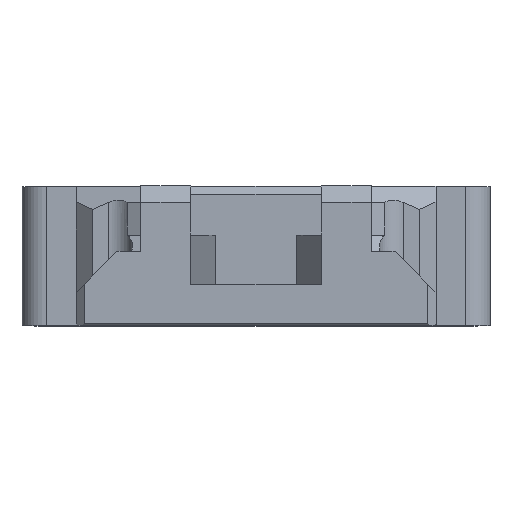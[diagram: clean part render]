
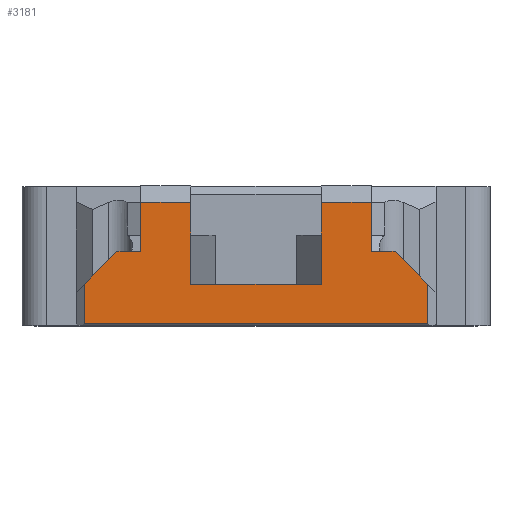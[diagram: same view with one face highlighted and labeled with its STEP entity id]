
A CAD part, top view. The second image highlights one B-rep face of the part: STEP entity #3181.
In plain terms, the highlighted planar face has unit normal (0, 0, 1).
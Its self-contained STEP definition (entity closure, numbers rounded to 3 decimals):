
#131=PLANE('',#3455);
#260=FACE_OUTER_BOUND('',#459,.T.);
#459=EDGE_LOOP('',(#2531,#2532,#2533,#2534,#2535,#2536,#2537,#2538,#2539,
#2540,#2541,#2542,#2543,#2544,#2545,#2546));
#703=LINE('',#4939,#1039);
#706=LINE('',#4945,#1042);
#724=LINE('',#5001,#1060);
#725=LINE('',#5004,#1061);
#729=LINE('',#5012,#1065);
#765=LINE('',#5092,#1101);
#766=LINE('',#5094,#1102);
#767=LINE('',#5096,#1103);
#768=LINE('',#5098,#1104);
#769=LINE('',#5100,#1105);
#770=LINE('',#5101,#1106);
#771=LINE('',#5103,#1107);
#772=LINE('',#5105,#1108);
#773=LINE('',#5107,#1109);
#774=LINE('',#5109,#1110);
#775=LINE('',#5110,#1111);
#1039=VECTOR('',#3927,1000.);
#1042=VECTOR('',#3932,1000.);
#1060=VECTOR('',#3984,1000.);
#1061=VECTOR('',#3987,1000.);
#1065=VECTOR('',#3993,1000.);
#1101=VECTOR('',#4101,1000.);
#1102=VECTOR('',#4102,1000.);
#1103=VECTOR('',#4103,1000.);
#1104=VECTOR('',#4104,1000.);
#1105=VECTOR('',#4105,1000.);
#1106=VECTOR('',#4106,1000.);
#1107=VECTOR('',#4107,1000.);
#1108=VECTOR('',#4108,1000.);
#1109=VECTOR('',#4109,1000.);
#1110=VECTOR('',#4110,1000.);
#1111=VECTOR('',#4111,1000.);
#1537=VERTEX_POINT('',#4936);
#1538=VERTEX_POINT('',#4938);
#1539=VERTEX_POINT('',#4943);
#1540=VERTEX_POINT('',#4944);
#1559=VERTEX_POINT('',#4995);
#1561=VERTEX_POINT('',#4999);
#1562=VERTEX_POINT('',#5003);
#1564=VERTEX_POINT('',#5009);
#1574=VERTEX_POINT('',#5093);
#1575=VERTEX_POINT('',#5095);
#1576=VERTEX_POINT('',#5097);
#1577=VERTEX_POINT('',#5099);
#1578=VERTEX_POINT('',#5102);
#1579=VERTEX_POINT('',#5104);
#1580=VERTEX_POINT('',#5106);
#1581=VERTEX_POINT('',#5108);
#1863=EDGE_CURVE('',#1538,#1537,#703,.T.);
#1866=EDGE_CURVE('',#1539,#1540,#706,.T.);
#1894=EDGE_CURVE('',#1561,#1559,#724,.T.);
#1895=EDGE_CURVE('',#1559,#1562,#725,.T.);
#1899=EDGE_CURVE('',#1561,#1564,#729,.T.);
#1943=EDGE_CURVE('',#1537,#1540,#765,.T.);
#1944=EDGE_CURVE('',#1539,#1574,#766,.T.);
#1945=EDGE_CURVE('',#1575,#1574,#767,.T.);
#1946=EDGE_CURVE('',#1575,#1576,#768,.T.);
#1947=EDGE_CURVE('',#1576,#1577,#769,.T.);
#1948=EDGE_CURVE('',#1562,#1577,#770,.T.);
#1949=EDGE_CURVE('',#1564,#1578,#771,.T.);
#1950=EDGE_CURVE('',#1578,#1579,#772,.T.);
#1951=EDGE_CURVE('',#1580,#1579,#773,.T.);
#1952=EDGE_CURVE('',#1580,#1581,#774,.T.);
#1953=EDGE_CURVE('',#1581,#1538,#775,.F.);
#2531=ORIENTED_EDGE('',*,*,#1863,.T.);
#2532=ORIENTED_EDGE('',*,*,#1943,.T.);
#2533=ORIENTED_EDGE('',*,*,#1866,.F.);
#2534=ORIENTED_EDGE('',*,*,#1944,.T.);
#2535=ORIENTED_EDGE('',*,*,#1945,.F.);
#2536=ORIENTED_EDGE('',*,*,#1946,.T.);
#2537=ORIENTED_EDGE('',*,*,#1947,.T.);
#2538=ORIENTED_EDGE('',*,*,#1948,.F.);
#2539=ORIENTED_EDGE('',*,*,#1895,.F.);
#2540=ORIENTED_EDGE('',*,*,#1894,.F.);
#2541=ORIENTED_EDGE('',*,*,#1899,.T.);
#2542=ORIENTED_EDGE('',*,*,#1949,.T.);
#2543=ORIENTED_EDGE('',*,*,#1950,.T.);
#2544=ORIENTED_EDGE('',*,*,#1951,.F.);
#2545=ORIENTED_EDGE('',*,*,#1952,.T.);
#2546=ORIENTED_EDGE('',*,*,#1953,.T.);
#3181=ADVANCED_FACE('',(#260),#131,.F.);
#3455=AXIS2_PLACEMENT_3D('',#5091,#4099,#4100);
#3927=DIRECTION('',(0.,-1.,0.));
#3932=DIRECTION('',(0.,-1.,0.));
#3984=DIRECTION('',(1.,0.,0.));
#3987=DIRECTION('',(0.,1.,0.));
#3993=DIRECTION('',(0.,1.,0.));
#4099=DIRECTION('center_axis',(0.,0.,-1.));
#4100=DIRECTION('ref_axis',(-1.,0.,0.));
#4101=DIRECTION('',(1.,0.,0.));
#4102=DIRECTION('',(-0.707,0.707,0.));
#4103=DIRECTION('',(1.,0.,0.));
#4104=DIRECTION('',(0.,1.,0.));
#4105=DIRECTION('',(-1.,0.,0.));
#4106=DIRECTION('',(0.,1.,0.));
#4107=DIRECTION('',(0.,1.,0.));
#4108=DIRECTION('',(-1.,0.,0.));
#4109=DIRECTION('',(0.,1.,0.));
#4110=DIRECTION('',(-1.,0.,0.));
#4111=DIRECTION('',(0.707,0.707,0.));
#4936=CARTESIAN_POINT('',(-21.,13.85,33.));
#4938=CARTESIAN_POINT('',(-21.,18.65,33.));
#4939=CARTESIAN_POINT('',(-21.,30.65,33.));
#4943=CARTESIAN_POINT('',(21.,18.65,33.));
#4944=CARTESIAN_POINT('',(21.,13.85,33.));
#4945=CARTESIAN_POINT('',(21.,30.65,33.));
#4995=CARTESIAN_POINT('',(8.,18.65,33.));
#4999=CARTESIAN_POINT('',(-8.,18.65,33.));
#5001=CARTESIAN_POINT('',(11.,18.65,33.));
#5003=CARTESIAN_POINT('',(8.,24.65,33.));
#5004=CARTESIAN_POINT('',(8.,18.65,33.));
#5009=CARTESIAN_POINT('',(-8.,24.65,33.));
#5012=CARTESIAN_POINT('',(-8.,18.65,33.));
#5091=CARTESIAN_POINT('Origin',(11.,30.65,33.));
#5092=CARTESIAN_POINT('',(11.,13.85,33.));
#5093=CARTESIAN_POINT('',(17.,22.65,33.));
#5094=CARTESIAN_POINT('',(22.,17.65,33.));
#5095=CARTESIAN_POINT('',(14.1,22.65,33.));
#5096=CARTESIAN_POINT('',(18.55,22.65,33.));
#5097=CARTESIAN_POINT('',(14.1,28.65,33.));
#5098=CARTESIAN_POINT('',(14.1,22.65,33.));
#5099=CARTESIAN_POINT('',(8.,28.65,33.));
#5100=CARTESIAN_POINT('',(8.,28.65,33.));
#5101=CARTESIAN_POINT('',(8.,24.65,33.));
#5102=CARTESIAN_POINT('',(-8.,28.65,33.));
#5103=CARTESIAN_POINT('',(-8.,24.65,33.));
#5104=CARTESIAN_POINT('',(-14.1,28.65,33.));
#5105=CARTESIAN_POINT('',(-14.1,28.65,33.));
#5106=CARTESIAN_POINT('',(-14.1,22.65,33.));
#5107=CARTESIAN_POINT('',(-14.1,22.65,33.));
#5108=CARTESIAN_POINT('',(-17.,22.65,33.));
#5109=CARTESIAN_POINT('',(-18.55,22.65,33.));
#5110=CARTESIAN_POINT('',(-17.,22.65,33.));
